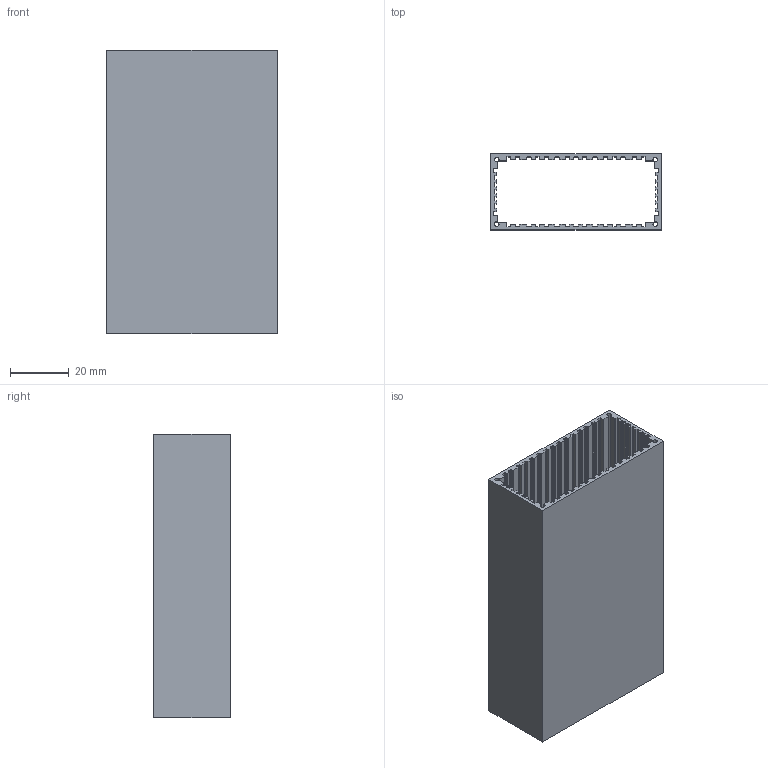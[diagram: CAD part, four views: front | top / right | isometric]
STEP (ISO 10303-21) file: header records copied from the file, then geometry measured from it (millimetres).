
FILE_DESCRIPTION(/* description */ (''),/* implementation_level */ '2;1');
FILE_NAME(/* name */ 'PRL-970-3.8.step.step',/* time_stamp */ '2019-01-31T12:29:34-08:00',/* author */ (''),/* organization */ (''),/* preprocessor_version */ 'ST-DEVELOPER v17.2',/* originating_system */ 'Autodesk Translation Framework v7.6.0.251',/* authorisation */ '');
FILE_SCHEMA (('AUTOMOTIVE_DESIGN { 1 0 10303 214 3 1 1 }'));
Length unit declared in the file: millimetre
Products named in the file (2): PRL970-39001135-X4; BORDER_S17.00
Assembly tree (1 placements, depth 2):
  PRL970-39001135-X4
    BORDER_S17.00
Bounding box: 58 x 26 x 96.52 mm (x, y, z)
Volume: 25419.7 mm3; surface area: 39021.6 mm2
Topology: 1 solids, 1 shells, 370 faces, 1104 edges, 736 vertices
Faces by surface type: plane 186, cylinder 184
Entity records: 12593 total; most frequent: DIRECTION 2218, CARTESIAN_POINT 2213, ORIENTED_EDGE 2208, EDGE_CURVE 1104, AXIS2_PLACEMENT_3D 741, LINE 736, VECTOR 736, VERTEX_POINT 736
